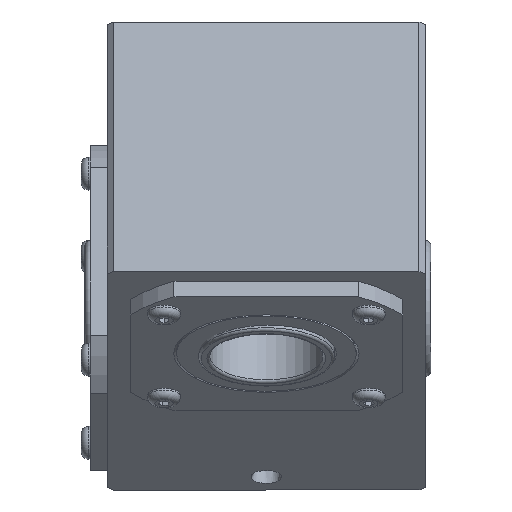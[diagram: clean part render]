
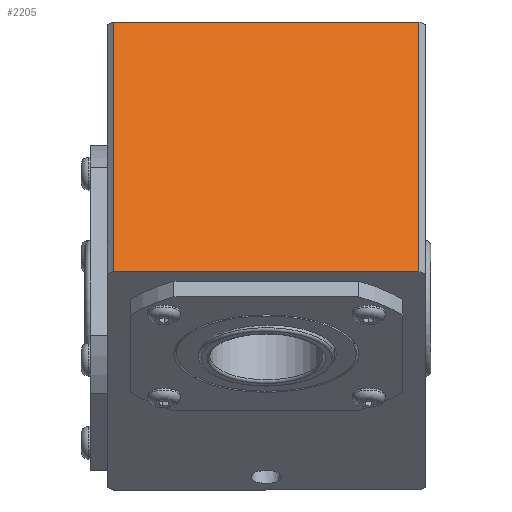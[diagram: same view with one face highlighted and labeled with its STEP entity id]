
A CAD part, top view. The second image highlights one B-rep face of the part: STEP entity #2205.
In plain terms, the highlighted face is planar.
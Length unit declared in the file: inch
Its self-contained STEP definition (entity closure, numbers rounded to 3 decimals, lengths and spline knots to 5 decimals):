
#518=CARTESIAN_POINT('',(2.40515,0.23241,5.764));
#519=VERTEX_POINT('',#518);
#526=CARTESIAN_POINT('',(-0.95485,0.23241,5.764));
#527=VERTEX_POINT('',#526);
#528=CARTESIAN_POINT('',(2.40515,0.23241,5.764));
#529=DIRECTION('',(-1.0,0.0,0.0));
#530=VECTOR('',#529,3.36);
#531=LINE('',#528,#530);
#532=EDGE_CURVE('',#519,#527,#531,.T.);
#683=CARTESIAN_POINT('',(2.40515,3.25441,5.764));
#684=VERTEX_POINT('',#683);
#691=CARTESIAN_POINT('',(2.40515,3.25441,5.764));
#692=DIRECTION('',(0.0,-1.0,0.0));
#693=VECTOR('',#692,3.022);
#694=LINE('',#691,#693);
#695=EDGE_CURVE('',#684,#519,#694,.T.);
#705=CARTESIAN_POINT('',(-0.95485,3.25441,5.764));
#706=VERTEX_POINT('',#705);
#715=CARTESIAN_POINT('',(-0.95485,0.23241,5.764));
#716=DIRECTION('',(0.0,1.0,0.0));
#717=VECTOR('',#716,3.022);
#718=LINE('',#715,#717);
#719=EDGE_CURVE('',#527,#706,#718,.T.);
#2136=CARTESIAN_POINT('',(-0.95485,3.25441,5.764));
#2137=DIRECTION('',(1.0,0.0,0.0));
#2138=VECTOR('',#2137,3.36);
#2139=LINE('',#2136,#2138);
#2140=EDGE_CURVE('',#706,#684,#2139,.T.);
#2194=CARTESIAN_POINT('',(0.72515,1.74341,5.764));
#2195=DIRECTION('',(0.0,0.0,1.0));
#2196=DIRECTION('',(1.0,0.0,0.0));
#2197=AXIS2_PLACEMENT_3D('',#2194,#2195,#2196);
#2198=PLANE('',#2197);
#2199=ORIENTED_EDGE('',*,*,#695,.F.);
#2200=ORIENTED_EDGE('',*,*,#2140,.F.);
#2201=ORIENTED_EDGE('',*,*,#719,.F.);
#2202=ORIENTED_EDGE('',*,*,#532,.F.);
#2203=EDGE_LOOP('',(#2199,#2200,#2201,#2202));
#2204=FACE_OUTER_BOUND('',#2203,.T.);
#2205=ADVANCED_FACE('',(#2204),#2198,.T.);
